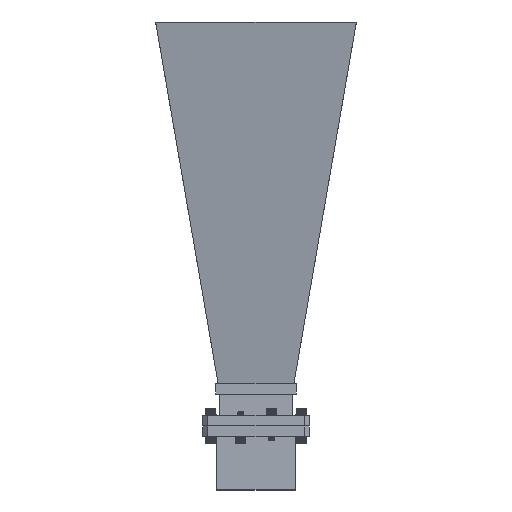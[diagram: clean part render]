
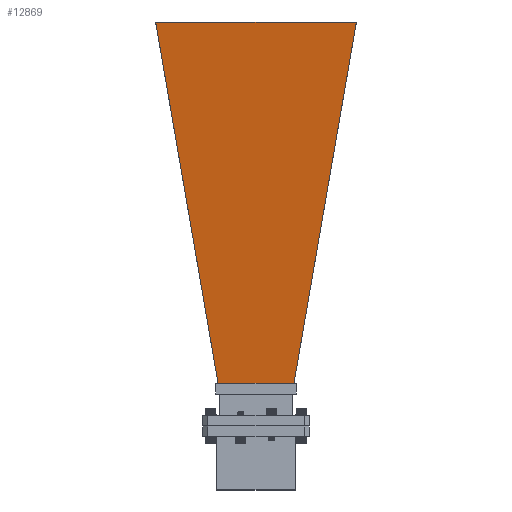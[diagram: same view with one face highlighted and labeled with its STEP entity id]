
A CAD part, front view. The second image highlights one B-rep face of the part: STEP entity #12869.
In plain terms, the highlighted face is planar.
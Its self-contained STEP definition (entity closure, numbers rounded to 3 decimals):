
#110 = CARTESIAN_POINT ( 'NONE',  ( 59.703, 221.269, 41.58 ) ) ;
#130 = DIRECTION ( 'NONE',  ( -0.169, -0.976, -0.136 ) ) ;
#850 = ORIENTED_EDGE ( 'NONE', *, *, #10261, .F. ) ;
#1097 = ORIENTED_EDGE ( 'NONE', *, *, #2356, .T. ) ;
#1196 = EDGE_CURVE ( 'NONE', #4919, #12733, #4596, .T. ) ;
#1862 = LINE ( 'NONE', #13961, #14044 ) ;
#2224 = ORIENTED_EDGE ( 'NONE', *, *, #3722, .T. ) ;
#2356 = EDGE_CURVE ( 'NONE', #4919, #8086, #4319, .T. ) ;
#3065 = VERTEX_POINT ( 'NONE', #3966 ) ;
#3079 = DIRECTION ( 'NONE',  ( -1., 0., 0. ) ) ;
#3492 = CARTESIAN_POINT ( 'NONE',  ( -29.029, 43.743, 16.899 ) ) ;
#3722 = EDGE_CURVE ( 'NONE', #8086, #3065, #8985, .T. ) ;
#3966 = CARTESIAN_POINT ( 'NONE',  ( -22.568, 6.35, 11.7 ) ) ;
#4171 = CARTESIAN_POINT ( 'NONE',  ( 262.123, 221.269, 41.58 ) ) ;
#4319 = LINE ( 'NONE', #4171, #11600 ) ;
#4596 = LINE ( 'NONE', #11514, #4989 ) ;
#4625 = FACE_OUTER_BOUND ( 'NONE', #7497, .T. ) ;
#4690 = PLANE ( 'NONE',  #5743 ) ;
#4919 = VERTEX_POINT ( 'NONE', #110 ) ;
#4989 = VECTOR ( 'NONE', #130, 1000. ) ;
#5743 = AXIS2_PLACEMENT_3D ( 'NONE', #8000, #5949, #9162 ) ;
#5949 = DIRECTION ( 'NONE',  ( 0., 0.138, -0.99 ) ) ;
#7414 = DIRECTION ( 'NONE',  ( -1., 0., 0. ) ) ;
#7497 = EDGE_LOOP ( 'NONE', ( #1097, #2224, #850, #13409 ) ) ;
#7802 = DIRECTION ( 'NONE',  ( 0.169, -0.976, -0.136 ) ) ;
#8000 = CARTESIAN_POINT ( 'NONE',  ( 262.123, 4.232, 11.406 ) ) ;
#8086 = VERTEX_POINT ( 'NONE', #9140 ) ;
#8985 = LINE ( 'NONE', #3492, #9347 ) ;
#9140 = CARTESIAN_POINT ( 'NONE',  ( -59.703, 221.269, 41.58 ) ) ;
#9162 = DIRECTION ( 'NONE',  ( 0., 0.99, 0.138 ) ) ;
#9347 = VECTOR ( 'NONE', #7802, 1000. ) ;
#10261 = EDGE_CURVE ( 'NONE', #12733, #3065, #1862, .T. ) ;
#11514 = CARTESIAN_POINT ( 'NONE',  ( 29.029, 43.743, 16.899 ) ) ;
#11600 = VECTOR ( 'NONE', #3079, 1000. ) ;
#11855 = CARTESIAN_POINT ( 'NONE',  ( 22.568, 6.35, 11.7 ) ) ;
#12733 = VERTEX_POINT ( 'NONE', #11855 ) ;
#12869 = ADVANCED_FACE ( 'NONE', ( #4625 ), #4690, .F. ) ;
#13409 = ORIENTED_EDGE ( 'NONE', *, *, #1196, .F. ) ;
#13961 = CARTESIAN_POINT ( 'NONE',  ( 46.056, 6.35, 11.7 ) ) ;
#14044 = VECTOR ( 'NONE', #7414, 1000. ) ;
